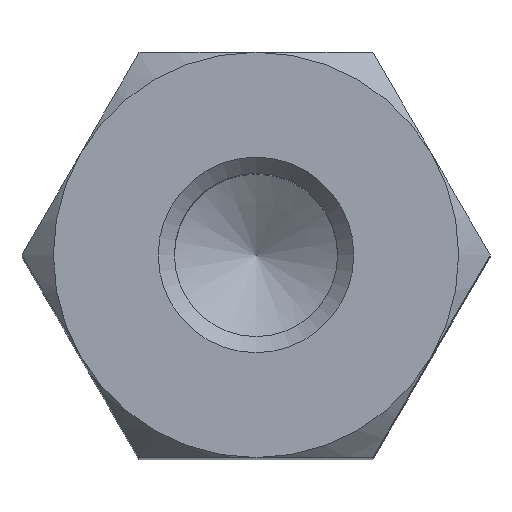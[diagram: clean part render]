
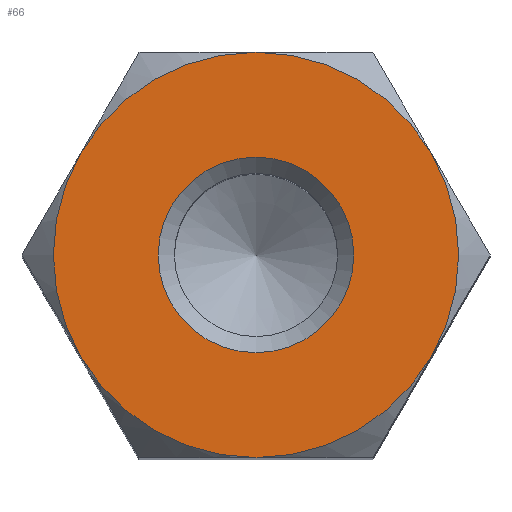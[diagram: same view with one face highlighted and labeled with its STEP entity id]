
A CAD part, top view. The second image highlights one B-rep face of the part: STEP entity #66.
In plain terms, the highlighted planar face has unit normal (0, 0, 1).
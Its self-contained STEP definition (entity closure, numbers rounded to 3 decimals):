
#66 = ADVANCED_FACE( '', ( #148, #149 ), #150, .T. );
#148 = FACE_BOUND( '', #249, .T. );
#149 = FACE_OUTER_BOUND( '', #250, .T. );
#150 = PLANE( '', #251 );
#249 = EDGE_LOOP( '', ( #371 ) );
#250 = EDGE_LOOP( '', ( #372, #373, #374, #375, #376, #377 ) );
#251 = AXIS2_PLACEMENT_3D( '', #378, #379, #380 );
#371 = ORIENTED_EDGE( '', *, *, #564, .T. );
#372 = ORIENTED_EDGE( '', *, *, #565, .F. );
#373 = ORIENTED_EDGE( '', *, *, #566, .F. );
#374 = ORIENTED_EDGE( '', *, *, #560, .F. );
#375 = ORIENTED_EDGE( '', *, *, #567, .T. );
#376 = ORIENTED_EDGE( '', *, *, #568, .F. );
#377 = ORIENTED_EDGE( '', *, *, #569, .F. );
#378 = CARTESIAN_POINT( '', ( 0., 0., 7.5 ) );
#379 = DIRECTION( '', ( 0., 0., 1. ) );
#380 = DIRECTION( '', ( 1., 0., 0. ) );
#560 = EDGE_CURVE( '', #658, #659, #660, .F. );
#564 = EDGE_CURVE( '', #665, #665, #666, .T. );
#565 = EDGE_CURVE( '', #620, #667, #668, .F. );
#566 = EDGE_CURVE( '', #659, #620, #669, .F. );
#567 = EDGE_CURVE( '', #658, #670, #671, .T. );
#568 = EDGE_CURVE( '', #672, #670, #673, .F. );
#569 = EDGE_CURVE( '', #667, #672, #674, .F. );
#620 = VERTEX_POINT( '', #738 );
#658 = VERTEX_POINT( '', #832 );
#659 = VERTEX_POINT( '', #833 );
#660 = CIRCLE( '', #834, 2.5 );
#665 = VERTEX_POINT( '', #851 );
#666 = CIRCLE( '', #852, 1.207 );
#667 = VERTEX_POINT( '', #853 );
#668 = CIRCLE( '', #854, 2.5 );
#669 = CIRCLE( '', #855, 2.5 );
#670 = VERTEX_POINT( '', #856 );
#671 = CIRCLE( '', #857, 2.5 );
#672 = VERTEX_POINT( '', #858 );
#673 = CIRCLE( '', #859, 2.5 );
#674 = CIRCLE( '', #860, 2.5 );
#738 = CARTESIAN_POINT( '', ( 2.165, -1.25, 7.5 ) );
#832 = CARTESIAN_POINT( '', ( 0., 2.5, 7.5 ) );
#833 = CARTESIAN_POINT( '', ( 2.165, 1.25, 7.5 ) );
#834 = AXIS2_PLACEMENT_3D( '', #1007, #1008, #1009 );
#851 = CARTESIAN_POINT( '', ( 0., 1.207, 7.5 ) );
#852 = AXIS2_PLACEMENT_3D( '', #1010, #1011, #1012 );
#853 = CARTESIAN_POINT( '', ( 0., -2.5, 7.5 ) );
#854 = AXIS2_PLACEMENT_3D( '', #1013, #1014, #1015 );
#855 = AXIS2_PLACEMENT_3D( '', #1016, #1017, #1018 );
#856 = CARTESIAN_POINT( '', ( -2.165, 1.25, 7.5 ) );
#857 = AXIS2_PLACEMENT_3D( '', #1019, #1020, #1021 );
#858 = CARTESIAN_POINT( '', ( -2.165, -1.25, 7.5 ) );
#859 = AXIS2_PLACEMENT_3D( '', #1022, #1023, #1024 );
#860 = AXIS2_PLACEMENT_3D( '', #1025, #1026, #1027 );
#1007 = CARTESIAN_POINT( '', ( 0., 0., 7.5 ) );
#1008 = DIRECTION( '', ( 0., 0., 1. ) );
#1009 = DIRECTION( '', ( 1., 0., 0. ) );
#1010 = CARTESIAN_POINT( '', ( 0., 0., 7.5 ) );
#1011 = DIRECTION( '', ( 0., 0., -1. ) );
#1012 = DIRECTION( '', ( 0., 1., 0. ) );
#1013 = CARTESIAN_POINT( '', ( 0., 0., 7.5 ) );
#1014 = DIRECTION( '', ( 0., 0., 1. ) );
#1015 = DIRECTION( '', ( 1., 0., 0. ) );
#1016 = CARTESIAN_POINT( '', ( 0., 0., 7.5 ) );
#1017 = DIRECTION( '', ( 0., 0., 1. ) );
#1018 = DIRECTION( '', ( 1., 0., 0. ) );
#1019 = CARTESIAN_POINT( '', ( 0., 0., 7.5 ) );
#1020 = DIRECTION( '', ( 0., 0., 1. ) );
#1021 = DIRECTION( '', ( 1., 0., 0. ) );
#1022 = CARTESIAN_POINT( '', ( 0., 0., 7.5 ) );
#1023 = DIRECTION( '', ( 0., 0., 1. ) );
#1024 = DIRECTION( '', ( 1., 0., 0. ) );
#1025 = CARTESIAN_POINT( '', ( 0., 0., 7.5 ) );
#1026 = DIRECTION( '', ( 0., 0., 1. ) );
#1027 = DIRECTION( '', ( 1., 0., 0. ) );
